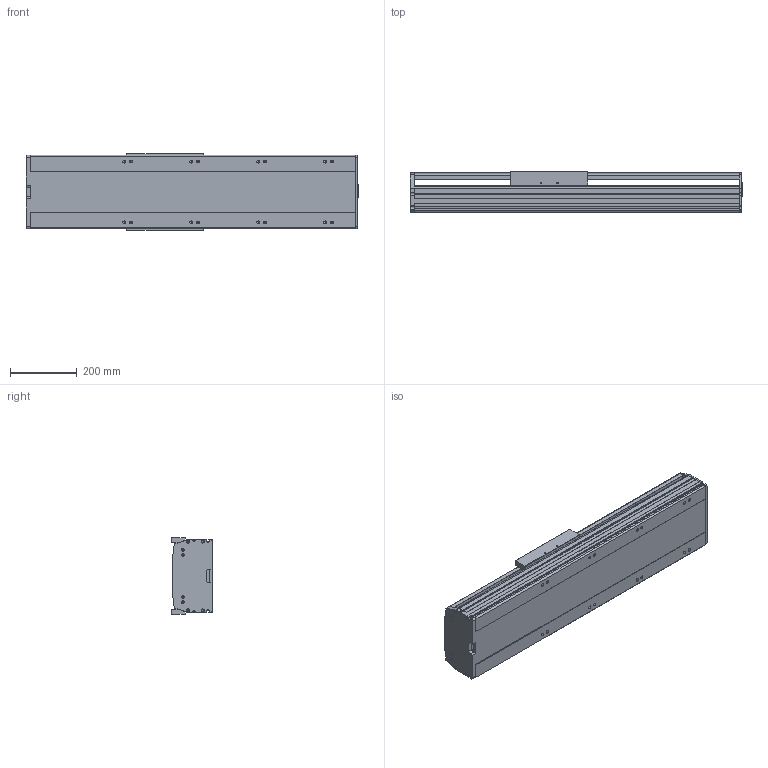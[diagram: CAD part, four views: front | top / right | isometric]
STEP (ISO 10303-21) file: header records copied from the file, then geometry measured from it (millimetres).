
FILE_DESCRIPTION (( 'STEP AP214' ), '1' );
FILE_NAME ('WEX220BC-25XLD-0400XXXX.STEP', '2025-02-28T16:48:48', ( '' ), ( '' ), 'SwSTEP 2.0', 'SolidWorks 2022', '' );
FILE_SCHEMA (( 'AUTOMOTIVE_DESIGN' ));
Length unit declared in the file: millimetre
Products named in the file (6): FANG STICKER; WEX220-400SENSOR; WEX220-400-2; WEX220BC-25XLD-0400XXXX; WEX220-400-1; WEX220-400CARRIAGE
Assembly tree (4 placements, depth 2):
  WEX220-400-2
  WEX220BC-25XLD-0400XXXX
    WEX220-400-1
    WEX220-400CARRIAGE
    WEX220-400SENSOR
    FANG STICKER
Bounding box: 991.8 x 122 x 230 mm (x, y, z)
Volume: 12223048.1 mm3; surface area: 1539017.9 mm2
Topology: 4 solids, 4 shells, 813 faces, 2163 edges, 1388 vertices
Faces by surface type: plane 506, cylinder 227, cone 56, torus 24
Entity records: 25385 total; most frequent: CARTESIAN_POINT 4715, DIRECTION 4249, ORIENTED_EDGE 4230, EDGE_CURVE 2115, VECTOR 1605, LINE 1605, VERTEX_POINT 1388, AXIS2_PLACEMENT_3D 1322
